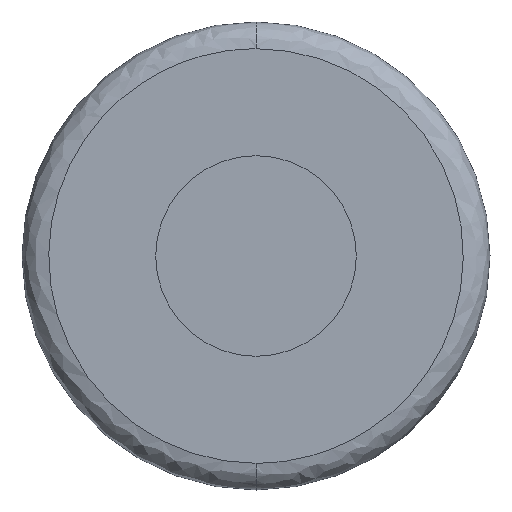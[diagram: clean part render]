
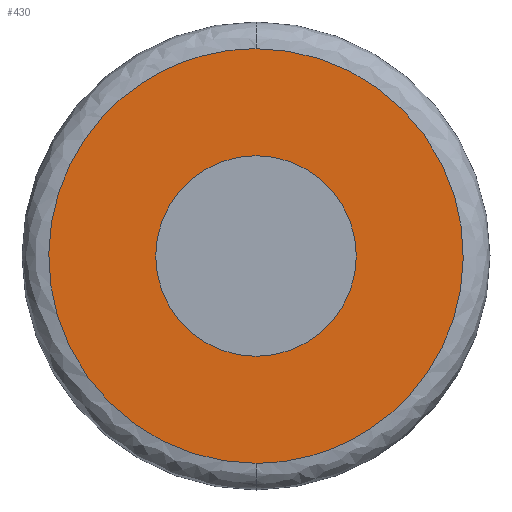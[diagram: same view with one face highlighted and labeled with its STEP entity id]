
A CAD part, front view. The second image highlights one B-rep face of the part: STEP entity #430.
In plain terms, the highlighted planar face has unit normal (0, -1, 0).
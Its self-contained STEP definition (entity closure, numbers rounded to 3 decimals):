
#2 = VERTEX_POINT ( 'NONE', #849 ) ;
#4 = EDGE_CURVE ( 'NONE', #830, #108, #590, .T. ) ;
#5 = CARTESIAN_POINT ( 'NONE',  ( 0., 0., -7.5 ) ) ;
#43 = CIRCLE ( 'NONE', #393, 7.5 ) ;
#59 =( BOUNDED_CURVE ( )  B_SPLINE_CURVE ( 3, ( #534, #532, #524, #522 ),
 .UNSPECIFIED., .F., .T. ) 
 B_SPLINE_CURVE_WITH_KNOTS ( ( 4, 4 ),
 ( 0., 1. ),
 .UNSPECIFIED. ) 
 CURVE ( )  GEOMETRIC_REPRESENTATION_ITEM ( )  RATIONAL_B_SPLINE_CURVE ( ( 1., 0.333, 0.333, 1. ) ) 
 REPRESENTATION_ITEM ( '' )  );
#63 =( BOUNDED_CURVE ( )  B_SPLINE_CURVE ( 3, ( #540, #543, #537, #535 ),
 .UNSPECIFIED., .F., .F. ) 
 B_SPLINE_CURVE_WITH_KNOTS ( ( 4, 4 ),
 ( 0., 1. ),
 .UNSPECIFIED. ) 
 CURVE ( )  GEOMETRIC_REPRESENTATION_ITEM ( )  RATIONAL_B_SPLINE_CURVE ( ( 1., 0.333, 0.333, 1. ) ) 
 REPRESENTATION_ITEM ( '' )  );
#94 = AXIS2_PLACEMENT_3D ( 'NONE', #632, #634, #625 ) ;
#108 = VERTEX_POINT ( 'NONE', #839 ) ;
#138 = DIRECTION ( 'NONE',  ( 0., 0., -1. ) ) ;
#140 = DIRECTION ( 'NONE',  ( 0., 1., 0. ) ) ;
#142 = CARTESIAN_POINT ( 'NONE',  ( 0., 0., 0. ) ) ;
#393 = AXIS2_PLACEMENT_3D ( 'NONE', #142, #140, #138 ) ;
#430 = ADVANCED_FACE ( 'NONE', ( #886, #566 ), #628, .T. ) ;
#510 = ORIENTED_EDGE ( 'NONE', *, *, #894, .T. ) ;
#521 = VERTEX_POINT ( 'NONE', #529 ) ;
#522 = CARTESIAN_POINT ( 'NONE',  ( 0., 0., 15.5 ) ) ;
#524 = CARTESIAN_POINT ( 'NONE',  ( -31., 0., 15.5 ) ) ;
#529 = CARTESIAN_POINT ( 'NONE',  ( 0., 0., -15.5 ) ) ;
#532 = CARTESIAN_POINT ( 'NONE',  ( -31., 0., -15.5 ) ) ;
#534 = CARTESIAN_POINT ( 'NONE',  ( 0., 0., -15.5 ) ) ;
#535 = CARTESIAN_POINT ( 'NONE',  ( 0., 0., -15.5 ) ) ;
#537 = CARTESIAN_POINT ( 'NONE',  ( 31., 0., -15.5 ) ) ;
#539 = EDGE_CURVE ( 'NONE', #2, #521, #63, .T. ) ;
#540 = CARTESIAN_POINT ( 'NONE',  ( 0., 0., 15.5 ) ) ;
#543 = CARTESIAN_POINT ( 'NONE',  ( 31., 0., 15.5 ) ) ;
#545 = EDGE_CURVE ( 'NONE', #521, #2, #59, .T. ) ;
#566 = FACE_OUTER_BOUND ( 'NONE', #877, .T. ) ;
#590 = CIRCLE ( 'NONE', #893, 7.5 ) ;
#625 = DIRECTION ( 'NONE',  ( 0., 0., -1. ) ) ;
#628 = PLANE ( 'NONE',  #94 ) ;
#632 = CARTESIAN_POINT ( 'NONE',  ( 7.5, 0., 0. ) ) ;
#634 = DIRECTION ( 'NONE',  ( 0., -1., 0. ) ) ;
#685 = EDGE_LOOP ( 'NONE', ( #724, #510 ) ) ;
#718 = ORIENTED_EDGE ( 'NONE', *, *, #545, .F. ) ;
#724 = ORIENTED_EDGE ( 'NONE', *, *, #4, .T. ) ;
#773 = ORIENTED_EDGE ( 'NONE', *, *, #539, .F. ) ;
#830 = VERTEX_POINT ( 'NONE', #5 ) ;
#839 = CARTESIAN_POINT ( 'NONE',  ( 0., 0., 7.5 ) ) ;
#847 = DIRECTION ( 'NONE',  ( 0., 0., -1. ) ) ;
#848 = DIRECTION ( 'NONE',  ( 0., 1., 0. ) ) ;
#849 = CARTESIAN_POINT ( 'NONE',  ( 0., 0., 15.5 ) ) ;
#859 = CARTESIAN_POINT ( 'NONE',  ( 0., 0., 0. ) ) ;
#877 = EDGE_LOOP ( 'NONE', ( #773, #718 ) ) ;
#886 = FACE_BOUND ( 'NONE', #685, .T. ) ;
#893 = AXIS2_PLACEMENT_3D ( 'NONE', #859, #848, #847 ) ;
#894 = EDGE_CURVE ( 'NONE', #108, #830, #43, .T. ) ;
